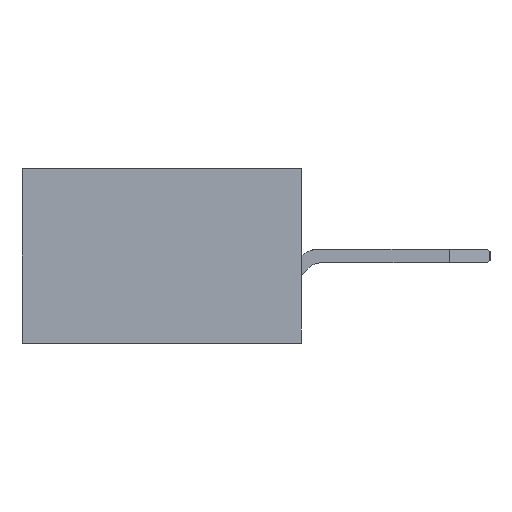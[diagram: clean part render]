
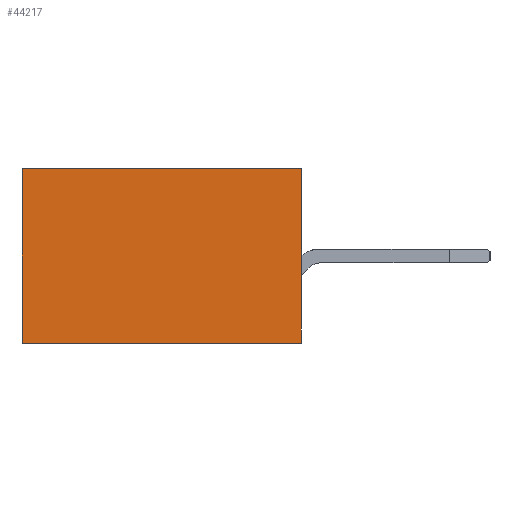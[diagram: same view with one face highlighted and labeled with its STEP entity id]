
A CAD part, left-side view. The second image highlights one B-rep face of the part: STEP entity #44217.
In plain terms, the highlighted planar face has unit normal (-1, 0, 0).
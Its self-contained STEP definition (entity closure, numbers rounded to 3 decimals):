
#2326=CARTESIAN_POINT('',(0.,5.,-3.5));
#2327=VERTEX_POINT('',#2326);
#2348=CARTESIAN_POINT('',(0.,1.,-3.5));
#2349=VERTEX_POINT('',#2348);
#2359=CARTESIAN_POINT('',(0.,5.,-3.5));
#2360=CARTESIAN_POINT('',(0.,4.2,-3.5));
#2361=CARTESIAN_POINT('',(0.,3.4,-3.5));
#2362=CARTESIAN_POINT('',(0.,2.6,-3.5));
#2363=CARTESIAN_POINT('',(0.,1.8,-3.5));
#2364=CARTESIAN_POINT('',(0.,1.,-3.5));
#2365=B_SPLINE_CURVE_WITH_KNOTS('',5,(#2359,#2360,#2361,#2362,#2363,#2364),.UNSPECIFIED.,.F.,.U.,(6,6),(0.,4.),.UNSPECIFIED.);
#2366=EDGE_CURVE('',#2327,#2349,#2365,.T.);
#2378=CARTESIAN_POINT('',(0.,1.,-1.));
#2379=VERTEX_POINT('',#2378);
#2400=CARTESIAN_POINT('',(0.,5.,-1.));
#2401=VERTEX_POINT('',#2400);
#2411=CARTESIAN_POINT('',(0.,1.,-1.));
#2412=CARTESIAN_POINT('',(0.,1.8,-1.));
#2413=CARTESIAN_POINT('',(0.,2.6,-1.));
#2414=CARTESIAN_POINT('',(0.,3.4,-1.));
#2415=CARTESIAN_POINT('',(0.,4.2,-1.));
#2416=CARTESIAN_POINT('',(0.,5.,-1.));
#2417=B_SPLINE_CURVE_WITH_KNOTS('',5,(#2411,#2412,#2413,#2414,#2415,#2416),.UNSPECIFIED.,.F.,.U.,(6,6),(0.,4.),.UNSPECIFIED.);
#2418=EDGE_CURVE('',#2379,#2401,#2417,.T.);
#2439=CARTESIAN_POINT('',(0.,5.,-1.));
#2440=CARTESIAN_POINT('',(0.,5.,-1.5));
#2441=CARTESIAN_POINT('',(0.,5.,-2.));
#2442=CARTESIAN_POINT('',(0.,5.,-2.5));
#2443=CARTESIAN_POINT('',(0.,5.,-3.));
#2444=CARTESIAN_POINT('',(0.,5.,-3.5));
#2445=B_SPLINE_CURVE_WITH_KNOTS('',5,(#2439,#2440,#2441,#2442,#2443,#2444),.UNSPECIFIED.,.F.,.U.,(6,6),(0.,2.5),.UNSPECIFIED.);
#2446=EDGE_CURVE('',#2401,#2327,#2445,.T.);
#44179=CARTESIAN_POINT('',(0.,3.,-2.25));
#44180=DIRECTION('',(0.,0.,1.));
#44181=DIRECTION('',(-1.,0.,0.));
#44182=AXIS2_PLACEMENT_3D('',#44179,#44181,#44180);
#44183=PLANE('',#44182);
#44184=ORIENTED_EDGE('',*,*,#2446,.T.);
#44185=ORIENTED_EDGE('',*,*,#2366,.T.);
#44186=CARTESIAN_POINT('',(0.,1.,-3.075));
#44187=VERTEX_POINT('',#44186);
#44188=CARTESIAN_POINT('',(0.,1.,-3.075));
#44189=CARTESIAN_POINT('',(0.,1.,-3.16));
#44190=CARTESIAN_POINT('',(0.,1.,-3.245));
#44191=CARTESIAN_POINT('',(0.,1.,-3.33));
#44192=CARTESIAN_POINT('',(0.,1.,-3.415));
#44193=CARTESIAN_POINT('',(0.,1.,-3.5));
#44194=B_SPLINE_CURVE_WITH_KNOTS('',5,(#44188,#44189,#44190,#44191,#44192,#44193),.UNSPECIFIED.,.F.,.U.,(6,6),(0.,0.425),.UNSPECIFIED.);
#44195=EDGE_CURVE('',#44187,#2349,#44194,.T.);
#44196=ORIENTED_EDGE('',*,*,#44195,.F.);
#44197=CARTESIAN_POINT('',(0.,1.,-1.425));
#44198=VERTEX_POINT('',#44197);
#44199=CARTESIAN_POINT('',(0.,1.,-1.425));
#44200=DIRECTION('',(0.,0.,-1.));
#44201=VECTOR('',#44200,1.65);
#44202=LINE('',#44199,#44201);
#44203=EDGE_CURVE('',#44198,#44187,#44202,.T.);
#44204=ORIENTED_EDGE('',*,*,#44203,.F.);
#44205=CARTESIAN_POINT('',(0.,1.,-1.425));
#44206=CARTESIAN_POINT('',(0.,1.,-1.34));
#44207=CARTESIAN_POINT('',(0.,1.,-1.255));
#44208=CARTESIAN_POINT('',(0.,1.,-1.17));
#44209=CARTESIAN_POINT('',(0.,1.,-1.085));
#44210=CARTESIAN_POINT('',(0.,1.,-1.));
#44211=B_SPLINE_CURVE_WITH_KNOTS('',5,(#44205,#44206,#44207,#44208,#44209,#44210),.UNSPECIFIED.,.F.,.U.,(6,6),(0.,0.425),.UNSPECIFIED.);
#44212=EDGE_CURVE('',#44198,#2379,#44211,.T.);
#44213=ORIENTED_EDGE('',*,*,#44212,.T.);
#44214=ORIENTED_EDGE('',*,*,#2418,.T.);
#44215=EDGE_LOOP('',(#44184,#44185,#44196,#44204,#44213,#44214));
#44216=FACE_OUTER_BOUND('',#44215,.T.);
#44217=ADVANCED_FACE('',(#44216),#44183,.T.);
